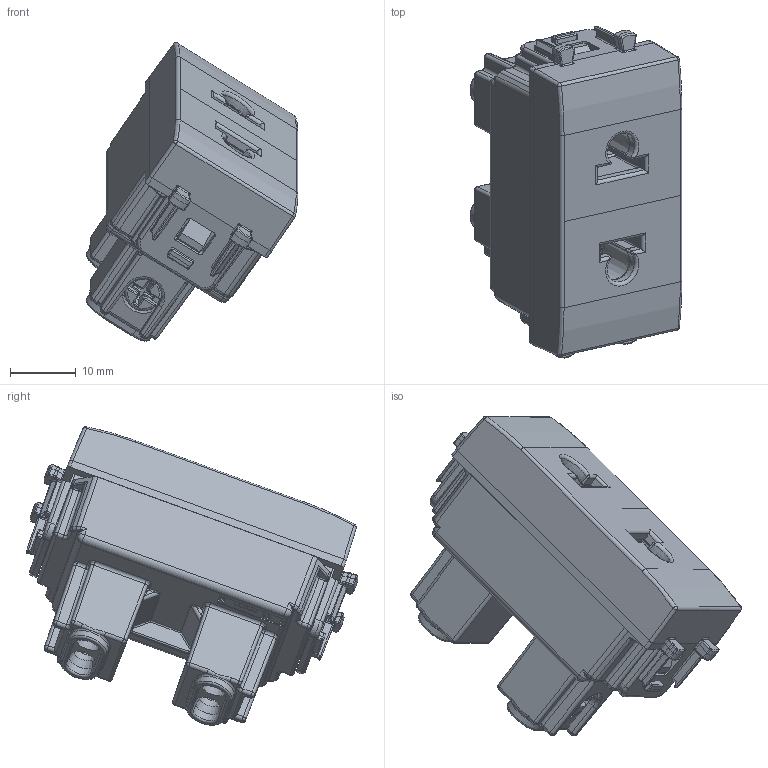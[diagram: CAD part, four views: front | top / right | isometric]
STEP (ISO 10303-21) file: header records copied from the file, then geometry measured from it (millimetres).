
FILE_DESCRIPTION(('CATIA V5 STEP Exchange'),'2;1');
FILE_NAME('441033.stp','2024-02-26T12:43:47+00:00',('none'),('none'),'CATIA Version 5-6 Release 2016 SP6','CATIA V5 STEP AP203','none');
FILE_SCHEMA(('CONFIG_CONTROL_DESIGN'));
Products named in the file (1): 44X033
Assembly tree (9 placements, depth 2):
  44X033
    #57  x2
    #11513  x2
    #13439  x2
    #14292
    #48856
    #87071
Bounding box: 32.28 x 50.61 x 45.51 mm (x, y, z)
Volume: 10489.2 mm3; surface area: 18451.4 mm2
Topology: 9 solids, 9 shells, 3234 faces, 8078 edges, 4668 vertices
Faces by surface type: plane 1383, cylinder 1046, bspline 384, sphere 221, cone 104, torus 56, extrusion 40
Entity records: 108214 total; most frequent: CARTESIAN_POINT 51830, ORIENTED_EDGE 13360, DIRECTION 8347, EDGE_CURVE 6680, VERTEX_POINT 3968, AXIS2_PLACEMENT_3D 3139, VECTOR 3137, LINE 3113
